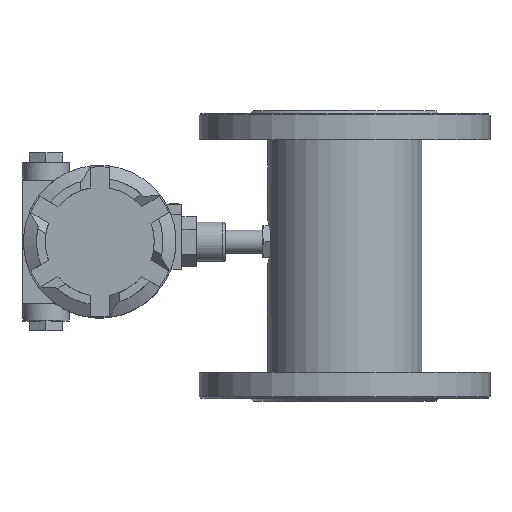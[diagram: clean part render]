
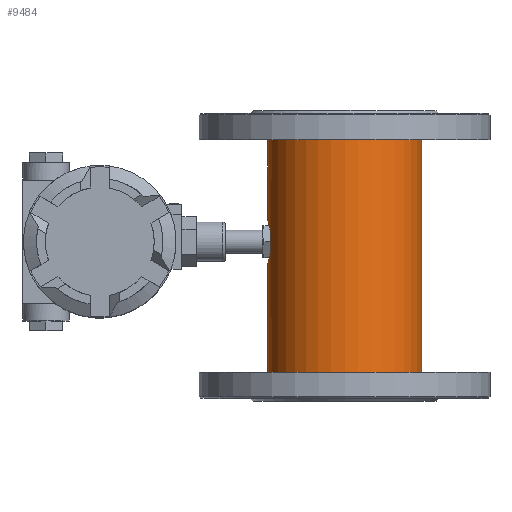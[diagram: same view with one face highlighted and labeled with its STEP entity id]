
A CAD part, top view. The second image highlights one B-rep face of the part: STEP entity #9484.
In plain terms, the highlighted cylindrical face has radius 53 mm (diameter 106 mm), a full revolution.
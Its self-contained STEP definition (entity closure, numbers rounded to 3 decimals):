
#1953=B_SPLINE_CURVE_WITH_KNOTS('',3,(#33415,#33416,#33417,#33418,#33419,
#33420,#33421,#33422,#33423,#33424),.UNSPECIFIED.,.F.,.F.,(4,2,2,2,4),(0.,
0.25,0.5,0.75,1.),.UNSPECIFIED.);
#1954=B_SPLINE_CURVE_WITH_KNOTS('',3,(#33428,#33429,#33430,#33431,#33432,
#33433,#33434,#33435,#33436,#33437),.UNSPECIFIED.,.F.,.F.,(4,2,2,2,4),(0.,
0.25,0.5,0.75,1.),.UNSPECIFIED.);
#3593=LINE('',#33412,#5904);
#3594=LINE('',#33426,#5905);
#5904=VECTOR('',#28229,1.);
#5905=VECTOR('',#28230,1.);
#9484=ADVANCED_FACE('',(#11023,#11024,#11025),#10885,.T.);
#10885=CYLINDRICAL_SURFACE('',#26967,53.);
#11023=FACE_BOUND('',#11311,.T.);
#11024=FACE_BOUND('',#11312,.T.);
#11025=FACE_BOUND('',#11313,.T.);
#11311=EDGE_LOOP('',(#12912));
#11312=EDGE_LOOP('',(#12913,#12914,#12915,#12916));
#11313=EDGE_LOOP('',(#12917));
#12912=ORIENTED_EDGE('',*,*,#22909,.F.);
#12913=ORIENTED_EDGE('',*,*,#22910,.F.);
#12914=ORIENTED_EDGE('',*,*,#22911,.T.);
#12915=ORIENTED_EDGE('',*,*,#22912,.F.);
#12916=ORIENTED_EDGE('',*,*,#22913,.T.);
#12917=ORIENTED_EDGE('',*,*,#22908,.F.);
#20396=VERTEX_POINT('',#33408);
#20397=VERTEX_POINT('',#33411);
#20398=VERTEX_POINT('',#33413);
#20399=VERTEX_POINT('',#33414);
#20400=VERTEX_POINT('',#33425);
#20401=VERTEX_POINT('',#33427);
#22908=EDGE_CURVE('',#20396,#20396,#26655,.T.);
#22909=EDGE_CURVE('',#20397,#20397,#26656,.T.);
#22910=EDGE_CURVE('',#20398,#20399,#3593,.T.);
#22911=EDGE_CURVE('',#20398,#20400,#1953,.T.);
#22912=EDGE_CURVE('',#20401,#20400,#3594,.T.);
#22913=EDGE_CURVE('',#20401,#20399,#1954,.T.);
#26655=CIRCLE('',#26964,53.);
#26656=CIRCLE('',#26966,53.);
#26964=AXIS2_PLACEMENT_3D('',#33407,#28223,#28224);
#26966=AXIS2_PLACEMENT_3D('',#33410,#28227,#28228);
#26967=AXIS2_PLACEMENT_3D('',#33438,#28231,#28232);
#28223=DIRECTION('',(0.,1.,0.));
#28224=DIRECTION('',(1.,0.,0.));
#28227=DIRECTION('',(0.,-1.,0.));
#28228=DIRECTION('',(1.,0.,0.));
#28229=DIRECTION('',(0.,-1.,0.));
#28230=DIRECTION('',(0.,1.,0.));
#28231=DIRECTION('',(0.,-1.,0.));
#28232=DIRECTION('',(1.,0.,0.));
#33407=CARTESIAN_POINT('',(0.,-13.6,0.));
#33408=CARTESIAN_POINT('',(53.,-13.6,0.));
#33410=CARTESIAN_POINT('',(0.,-173.6,0.));
#33411=CARTESIAN_POINT('',(53.,-173.6,0.));
#33412=CARTESIAN_POINT('',(-51.,-83.841,-14.422));
#33413=CARTESIAN_POINT('',(-51.,-77.981,-14.422));
#33414=CARTESIAN_POINT('',(-51.,-89.701,-14.422));
#33415=CARTESIAN_POINT('',(-51.,-77.981,-14.422));
#33416=CARTESIAN_POINT('',(-51.337,-75.143,-13.232));
#33417=CARTESIAN_POINT('',(-51.868,-72.738,-11.197));
#33418=CARTESIAN_POINT('',(-52.709,-69.403,-6.117));
#33419=CARTESIAN_POINT('',(-53.,-68.49,-3.092));
#33420=CARTESIAN_POINT('',(-53.,-68.489,3.081));
#33421=CARTESIAN_POINT('',(-52.708,-69.405,6.121));
#33422=CARTESIAN_POINT('',(-51.868,-72.734,11.194));
#33423=CARTESIAN_POINT('',(-51.337,-75.144,13.23));
#33424=CARTESIAN_POINT('',(-51.,-77.982,14.422));
#33425=CARTESIAN_POINT('',(-51.,-77.982,14.422));
#33426=CARTESIAN_POINT('',(-51.,-1000.,14.422));
#33427=CARTESIAN_POINT('',(-51.,-89.701,14.422));
#33428=CARTESIAN_POINT('',(-51.,-89.701,14.422));
#33429=CARTESIAN_POINT('',(-51.337,-92.539,13.229));
#33430=CARTESIAN_POINT('',(-51.868,-94.948,11.197));
#33431=CARTESIAN_POINT('',(-52.709,-98.282,6.117));
#33432=CARTESIAN_POINT('',(-53.,-99.192,3.091));
#33433=CARTESIAN_POINT('',(-53.,-99.196,-3.083));
#33434=CARTESIAN_POINT('',(-52.708,-98.278,-6.122));
#33435=CARTESIAN_POINT('',(-51.868,-94.949,-11.196));
#33436=CARTESIAN_POINT('',(-51.337,-92.539,-13.23));
#33437=CARTESIAN_POINT('',(-51.,-89.701,-14.422));
#33438=CARTESIAN_POINT('',(0.,-1000.,0.));
